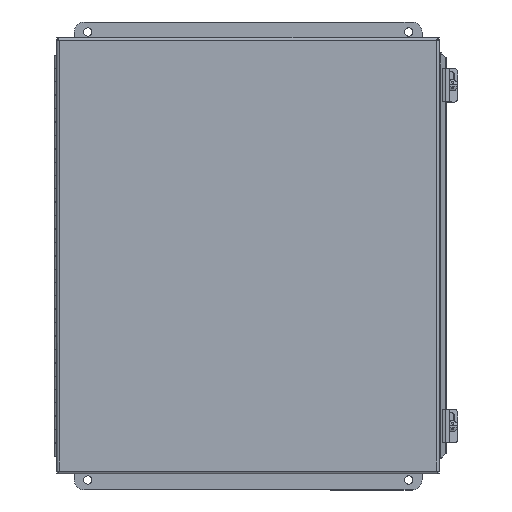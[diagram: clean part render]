
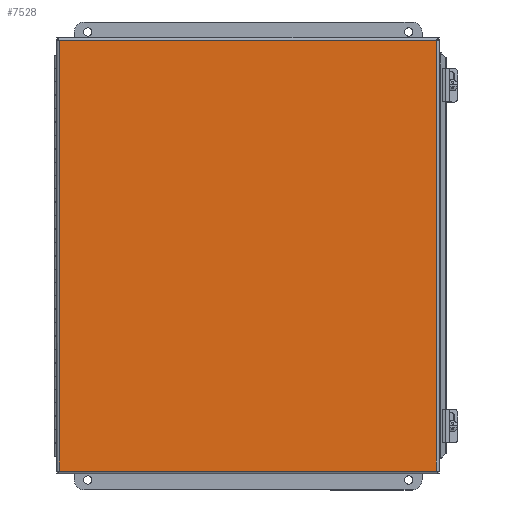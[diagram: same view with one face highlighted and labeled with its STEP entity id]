
A CAD part, top view. The second image highlights one B-rep face of the part: STEP entity #7528.
In plain terms, the highlighted face is planar.
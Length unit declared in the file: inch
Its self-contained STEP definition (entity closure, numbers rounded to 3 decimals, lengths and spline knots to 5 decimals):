
#437=PLANE('',#8348);
#841=FACE_OUTER_BOUND('',#1314,.T.);
#1314=EDGE_LOOP('',(#6255,#6256,#6257,#6258));
#1959=LINE('',#12744,#2661);
#1976=LINE('',#12876,#2678);
#2007=LINE('',#13027,#2709);
#2008=LINE('',#13030,#2710);
#2661=VECTOR('',#9885,0.3937);
#2678=VECTOR('',#9912,0.3937);
#2709=VECTOR('',#9995,0.3937);
#2710=VECTOR('',#10000,0.3937);
#3508=VERTEX_POINT('',#12513);
#3531=VERTEX_POINT('',#12656);
#3538=VERTEX_POINT('',#12743);
#3542=VERTEX_POINT('',#12790);
#4425=EDGE_CURVE('',#3538,#3531,#1959,.T.);
#4448=EDGE_CURVE('',#3508,#3542,#1976,.T.);
#4486=EDGE_CURVE('',#3531,#3508,#2007,.T.);
#4487=EDGE_CURVE('',#3542,#3538,#2008,.T.);
#6255=ORIENTED_EDGE('',*,*,#4425,.T.);
#6256=ORIENTED_EDGE('',*,*,#4486,.T.);
#6257=ORIENTED_EDGE('',*,*,#4448,.T.);
#6258=ORIENTED_EDGE('',*,*,#4487,.T.);
#7528=ADVANCED_FACE('',(#841),#437,.F.);
#8348=AXIS2_PLACEMENT_3D('',#13031,#10001,#10002);
#9885=DIRECTION('',(0.,-1.,0.));
#9912=DIRECTION('',(0.,1.,0.));
#9995=DIRECTION('',(-1.,0.,0.));
#10000=DIRECTION('',(1.,0.,0.));
#10001=DIRECTION('center_axis',(0.,0.,1.));
#10002=DIRECTION('ref_axis',(1.,0.,0.));
#12513=CARTESIAN_POINT('',(0.10525,0.10525,0.));
#12656=CARTESIAN_POINT('',(14.20725,0.10525,0.));
#12743=CARTESIAN_POINT('',(14.20725,16.20725,0.));
#12744=CARTESIAN_POINT('',(14.20725,12.18175,0.));
#12790=CARTESIAN_POINT('',(0.10525,16.20725,0.));
#12876=CARTESIAN_POINT('',(0.10525,4.13075,0.));
#13027=CARTESIAN_POINT('',(10.68175,0.10525,0.));
#13030=CARTESIAN_POINT('',(3.63075,16.20725,0.));
#13031=CARTESIAN_POINT('Origin',(7.15625,8.15625,0.));
